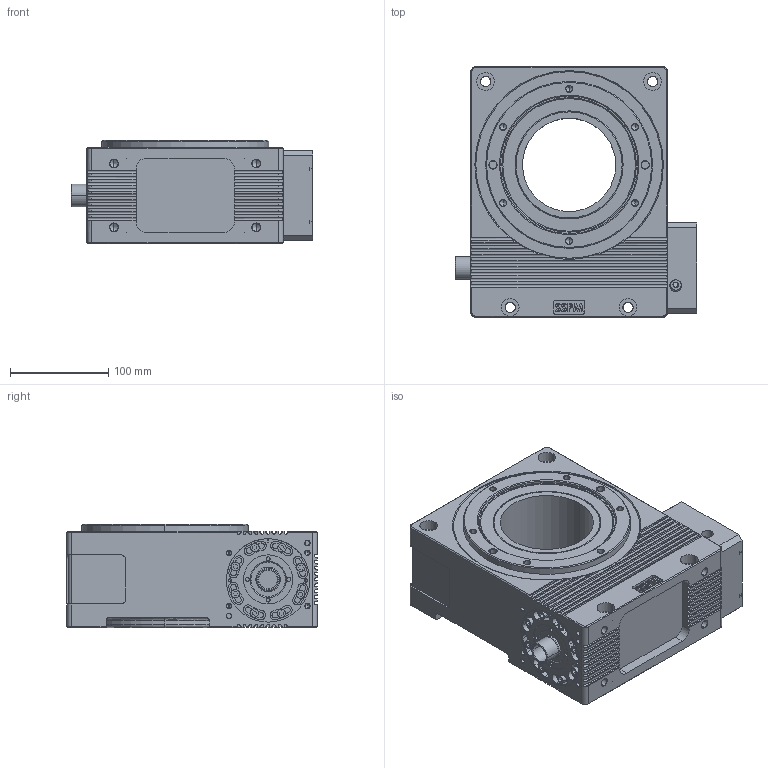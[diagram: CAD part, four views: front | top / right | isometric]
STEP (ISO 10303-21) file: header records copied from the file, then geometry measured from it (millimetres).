
FILE_DESCRIPTION (( 'STEP AP203' ), '1' );
FILE_NAME ('RT200-SSPM1-24360-R1ªÅ¤ß¶b¥~«¬(20240222).stp', '2025-06-24T05:35:15', ( '' ), ( '' ), 'SwSTEP 2.0', 'SolidWorks 2018', '' );
FILE_SCHEMA (( 'CONFIG_CONTROL_DESIGN' ));
Products named in the file (1): RT200-SSPM1-24360-R1空心軸外型(20240222)
Bounding box: 246 x 255 x 105 mm (x, y, z)
Volume: 4223558.4 mm3; surface area: 310468.3 mm2
Topology: 1 solids, 5 shells, 1475 faces, 3774 edges, 2393 vertices
Faces by surface type: plane 713, cylinder 556, cone 166, bspline 34, torus 6
Entity records: 47951 total; most frequent: CARTESIAN_POINT 11404, DIRECTION 7885, ORIENTED_EDGE 7428, EDGE_CURVE 3714, AXIS2_PLACEMENT_3D 2855, VERTEX_POINT 2393, LINE 2175, VECTOR 2175
